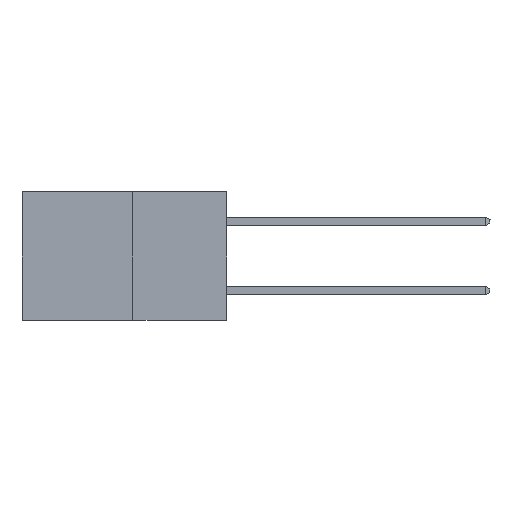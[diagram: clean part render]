
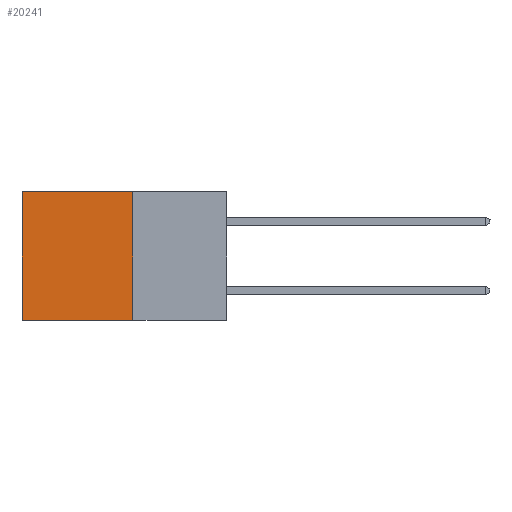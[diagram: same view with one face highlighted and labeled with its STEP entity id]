
A CAD part, left-side view. The second image highlights one B-rep face of the part: STEP entity #20241.
In plain terms, the highlighted planar face has unit normal (-1, 0, 0).
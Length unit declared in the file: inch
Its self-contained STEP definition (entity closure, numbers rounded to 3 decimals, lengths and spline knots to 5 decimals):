
#882 = LINE ( 'NONE', #18337, #27056 ) ;
#953 = DIRECTION ( 'NONE',  ( 0., 0., -1. ) ) ;
#1218 = ORIENTED_EDGE ( 'NONE', *, *, #33677, .F. ) ;
#1355 = VERTEX_POINT ( 'NONE', #6853 ) ;
#1980 = AXIS2_PLACEMENT_3D ( 'NONE', #24063, #7982, #26783 ) ;
#3070 = CARTESIAN_POINT ( 'NONE',  ( 0.277, 0.27, 0. ) ) ;
#3848 = VERTEX_POINT ( 'NONE', #14545 ) ;
#4721 = VECTOR ( 'NONE', #5835, 39.37008 ) ;
#5320 = EDGE_LOOP ( 'NONE', ( #9166, #34299, #1218, #33059 ) ) ;
#5612 = DIRECTION ( 'NONE',  ( 0., 1., 0. ) ) ;
#5835 = DIRECTION ( 'NONE',  ( 0., 1., 0. ) ) ;
#6508 = EDGE_CURVE ( 'NONE', #8298, #1355, #6885, .T. ) ;
#6853 = CARTESIAN_POINT ( 'NONE',  ( 0.277, 0.59, -0.37 ) ) ;
#6885 = LINE ( 'NONE', #30672, #13246 ) ;
#7982 = DIRECTION ( 'NONE',  ( 1., 0., 0. ) ) ;
#8298 = VERTEX_POINT ( 'NONE', #24080 ) ;
#8371 = CARTESIAN_POINT ( 'NONE',  ( 0.277, 0.27, -0.37 ) ) ;
#9166 = ORIENTED_EDGE ( 'NONE', *, *, #6508, .T. ) ;
#13246 = VECTOR ( 'NONE', #953, 39.37008 ) ;
#14545 = CARTESIAN_POINT ( 'NONE',  ( 0.277, 0.27, 0. ) ) ;
#15633 = EDGE_CURVE ( 'NONE', #3848, #8298, #19089, .T. ) ;
#15841 = FACE_OUTER_BOUND ( 'NONE', #5320, .T. ) ;
#17538 = VECTOR ( 'NONE', #5612, 39.37008 ) ;
#17950 = CARTESIAN_POINT ( 'NONE',  ( 0.277, 0.27, -0.37 ) ) ;
#18079 = VERTEX_POINT ( 'NONE', #17950 ) ;
#18337 = CARTESIAN_POINT ( 'NONE',  ( 0.277, 0.27, -0.37 ) ) ;
#19089 = LINE ( 'NONE', #3070, #4721 ) ;
#20053 = LINE ( 'NONE', #8371, #17538 ) ;
#20241 = ADVANCED_FACE ( 'NONE', ( #15841 ), #34708, .F. ) ;
#21050 = DIRECTION ( 'NONE',  ( 0., 0., -1. ) ) ;
#24063 = CARTESIAN_POINT ( 'NONE',  ( 0.277, 0.27, -0.37 ) ) ;
#24080 = CARTESIAN_POINT ( 'NONE',  ( 0.277, 0.59, 0. ) ) ;
#25979 = EDGE_CURVE ( 'NONE', #18079, #1355, #20053, .T. ) ;
#26783 = DIRECTION ( 'NONE',  ( 0., 0., -1. ) ) ;
#27056 = VECTOR ( 'NONE', #21050, 39.37008 ) ;
#30672 = CARTESIAN_POINT ( 'NONE',  ( 0.277, 0.59, -0.37 ) ) ;
#33059 = ORIENTED_EDGE ( 'NONE', *, *, #15633, .T. ) ;
#33677 = EDGE_CURVE ( 'NONE', #3848, #18079, #882, .T. ) ;
#34299 = ORIENTED_EDGE ( 'NONE', *, *, #25979, .F. ) ;
#34708 = PLANE ( 'NONE',  #1980 ) ;
